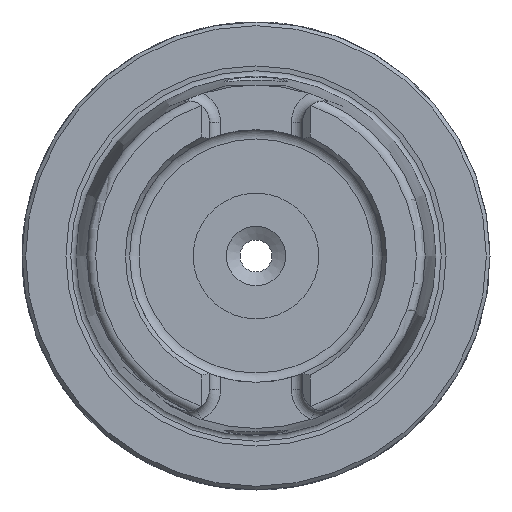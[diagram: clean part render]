
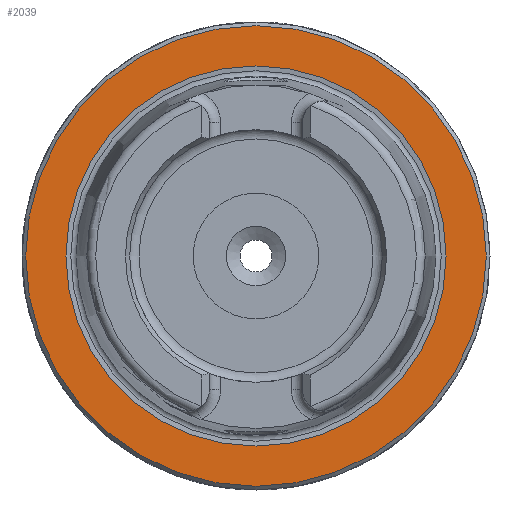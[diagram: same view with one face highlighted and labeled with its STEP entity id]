
A CAD part, left-side view. The second image highlights one B-rep face of the part: STEP entity #2039.
In plain terms, the highlighted planar face has unit normal (-1, 0, 0).
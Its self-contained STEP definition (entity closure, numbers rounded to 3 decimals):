
#141=FACE_BOUND('',#652,.T.);
#183=PLANE('',#2301);
#525=FACE_OUTER_BOUND('',#651,.T.);
#651=EDGE_LOOP('',(#1885));
#652=EDGE_LOOP('',(#1886));
#773=CIRCLE('',#2300,25.588);
#774=CIRCLE('',#2302,31.);
#974=VERTEX_POINT('',#4340);
#975=VERTEX_POINT('',#4344);
#1279=EDGE_CURVE('',#974,#974,#773,.T.);
#1280=EDGE_CURVE('',#975,#975,#774,.T.);
#1885=ORIENTED_EDGE('',*,*,#1280,.F.);
#1886=ORIENTED_EDGE('',*,*,#1279,.T.);
#2039=ADVANCED_FACE('',(#525,#141),#183,.T.);
#2300=AXIS2_PLACEMENT_3D('',#4342,#2883,#2884);
#2301=AXIS2_PLACEMENT_3D('',#4343,#2885,#2886);
#2302=AXIS2_PLACEMENT_3D('',#4345,#2887,#2888);
#2883=DIRECTION('center_axis',(1.,0.,0.));
#2884=DIRECTION('ref_axis',(0.,0.,-1.));
#2885=DIRECTION('center_axis',(-1.,0.,0.));
#2886=DIRECTION('ref_axis',(0.,0.,1.));
#2887=DIRECTION('center_axis',(1.,0.,0.));
#2888=DIRECTION('ref_axis',(0.,0.,-1.));
#4340=CARTESIAN_POINT('',(0.,-25.588,0.));
#4342=CARTESIAN_POINT('Origin',(0.,0.,0.));
#4343=CARTESIAN_POINT('Origin',(0.,31.,0.));
#4344=CARTESIAN_POINT('',(0.,-31.,0.));
#4345=CARTESIAN_POINT('Origin',(0.,0.,0.));
